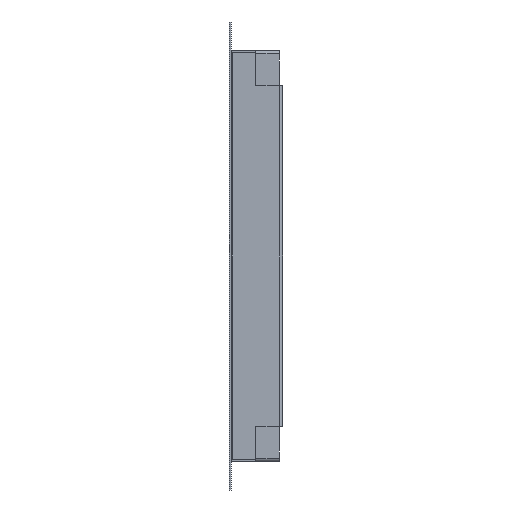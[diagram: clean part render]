
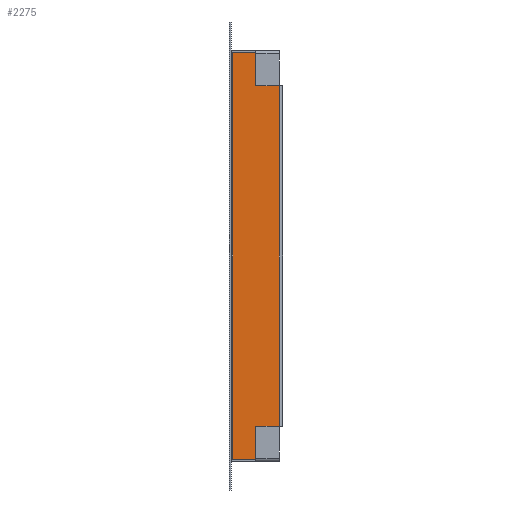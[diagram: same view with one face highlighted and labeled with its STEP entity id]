
A CAD part, left-side view. The second image highlights one B-rep face of the part: STEP entity #2275.
In plain terms, the highlighted planar face has unit normal (-1, 0, 0).
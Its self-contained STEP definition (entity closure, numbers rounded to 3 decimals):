
#133 = DIRECTION ( 'NONE',  ( 0., 0., 1. ) ) ;
#297 = EDGE_CURVE ( 'NONE', #2629, #3276, #3095, .T. ) ;
#325 = CARTESIAN_POINT ( 'NONE',  ( -48.094, -2.264, -163. ) ) ;
#331 = CARTESIAN_POINT ( 'NONE',  ( -48.094, -1.71, 0. ) ) ;
#365 = CARTESIAN_POINT ( 'NONE',  ( -48.094, 16.236, -163. ) ) ;
#506 = VECTOR ( 'NONE', #133, 1000. ) ;
#540 = DIRECTION ( 'NONE',  ( 0., 0., 1. ) ) ;
#627 = EDGE_CURVE ( 'NONE', #3745, #3020, #2418, .T. ) ;
#644 = DIRECTION ( 'NONE',  ( 0., 0., 1. ) ) ;
#649 = DIRECTION ( 'NONE',  ( 1., 0., 0. ) ) ;
#669 = CARTESIAN_POINT ( 'NONE',  ( -48.094, -21.264, -68.25 ) ) ;
#737 = CARTESIAN_POINT ( 'NONE',  ( -48.094, -2.264, 163. ) ) ;
#779 = LINE ( 'NONE', #3070, #506 ) ;
#814 = CARTESIAN_POINT ( 'NONE',  ( -48.094, -21.264, -136.5 ) ) ;
#815 = ORIENTED_EDGE ( 'NONE', *, *, #297, .F. ) ;
#862 = CARTESIAN_POINT ( 'NONE',  ( -48.094, -2.264, 80.75 ) ) ;
#883 = LINE ( 'NONE', #862, #1831 ) ;
#991 = VECTOR ( 'NONE', #1681, 1000. ) ;
#993 = LINE ( 'NONE', #669, #2482 ) ;
#1062 = EDGE_CURVE ( 'NONE', #2629, #3745, #779, .T. ) ;
#1254 = DIRECTION ( 'NONE',  ( 0., 0., -1. ) ) ;
#1378 = ORIENTED_EDGE ( 'NONE', *, *, #2390, .F. ) ;
#1384 = LINE ( 'NONE', #2294, #991 ) ;
#1476 = ORIENTED_EDGE ( 'NONE', *, *, #3601, .T. ) ;
#1496 = VECTOR ( 'NONE', #1254, 1000. ) ;
#1596 = VERTEX_POINT ( 'NONE', #737 ) ;
#1598 = FACE_OUTER_BOUND ( 'NONE', #3437, .T. ) ;
#1681 = DIRECTION ( 'NONE',  ( 0., 1., 0. ) ) ;
#1712 = VECTOR ( 'NONE', #3379, 1000. ) ;
#1773 = EDGE_CURVE ( 'NONE', #3107, #3276, #3287, .T. ) ;
#1780 = ORIENTED_EDGE ( 'NONE', *, *, #1062, .T. ) ;
#1831 = VECTOR ( 'NONE', #540, 1000. ) ;
#1860 = VECTOR ( 'NONE', #2326, 1000. ) ;
#1949 = AXIS2_PLACEMENT_3D ( 'NONE', #331, #649, #2923 ) ;
#1965 = ORIENTED_EDGE ( 'NONE', *, *, #627, .T. ) ;
#2063 = CARTESIAN_POINT ( 'NONE',  ( -48.094, -2.264, -163. ) ) ;
#2275 = ADVANCED_FACE ( 'NONE', ( #1598 ), #3868, .F. ) ;
#2294 = CARTESIAN_POINT ( 'NONE',  ( -48.094, -1.987, 136.5 ) ) ;
#2326 = DIRECTION ( 'NONE',  ( 0., -1., 0. ) ) ;
#2357 = VERTEX_POINT ( 'NONE', #2617 ) ;
#2390 = EDGE_CURVE ( 'NONE', #3107, #1596, #3939, .T. ) ;
#2393 = ORIENTED_EDGE ( 'NONE', *, *, #2647, .T. ) ;
#2418 = LINE ( 'NONE', #2778, #1712 ) ;
#2482 = VECTOR ( 'NONE', #644, 1000. ) ;
#2576 = CARTESIAN_POINT ( 'NONE',  ( -48.094, -21.264, 136.5 ) ) ;
#2617 = CARTESIAN_POINT ( 'NONE',  ( -48.094, -2.264, 136.5 ) ) ;
#2629 = VERTEX_POINT ( 'NONE', #325 ) ;
#2647 = EDGE_CURVE ( 'NONE', #3020, #3668, #993, .T. ) ;
#2778 = CARTESIAN_POINT ( 'NONE',  ( -48.094, -11.987, -136.5 ) ) ;
#2875 = EDGE_CURVE ( 'NONE', #3668, #2357, #1384, .T. ) ;
#2923 = DIRECTION ( 'NONE',  ( 0., -1., 0. ) ) ;
#3020 = VERTEX_POINT ( 'NONE', #814 ) ;
#3070 = CARTESIAN_POINT ( 'NONE',  ( -48.094, -2.264, -68.25 ) ) ;
#3071 = DIRECTION ( 'NONE',  ( 0., 1., 0. ) ) ;
#3095 = LINE ( 'NONE', #2063, #4142 ) ;
#3099 = ORIENTED_EDGE ( 'NONE', *, *, #2875, .T. ) ;
#3107 = VERTEX_POINT ( 'NONE', #3856 ) ;
#3223 = CARTESIAN_POINT ( 'NONE',  ( -48.094, 16.236, 0. ) ) ;
#3276 = VERTEX_POINT ( 'NONE', #365 ) ;
#3287 = LINE ( 'NONE', #3223, #1496 ) ;
#3379 = DIRECTION ( 'NONE',  ( 0., -1., 0. ) ) ;
#3437 = EDGE_LOOP ( 'NONE', ( #2393, #3099, #1476, #1378, #4190, #815, #1780, #1965 ) ) ;
#3574 = CARTESIAN_POINT ( 'NONE',  ( -48.094, -2.264, -136.5 ) ) ;
#3601 = EDGE_CURVE ( 'NONE', #2357, #1596, #883, .T. ) ;
#3668 = VERTEX_POINT ( 'NONE', #2576 ) ;
#3745 = VERTEX_POINT ( 'NONE', #3574 ) ;
#3856 = CARTESIAN_POINT ( 'NONE',  ( -48.094, 16.236, 163. ) ) ;
#3868 = PLANE ( 'NONE',  #1949 ) ;
#3891 = CARTESIAN_POINT ( 'NONE',  ( -48.094, 16.236, 163. ) ) ;
#3939 = LINE ( 'NONE', #3891, #1860 ) ;
#4142 = VECTOR ( 'NONE', #3071, 1000. ) ;
#4190 = ORIENTED_EDGE ( 'NONE', *, *, #1773, .T. ) ;
